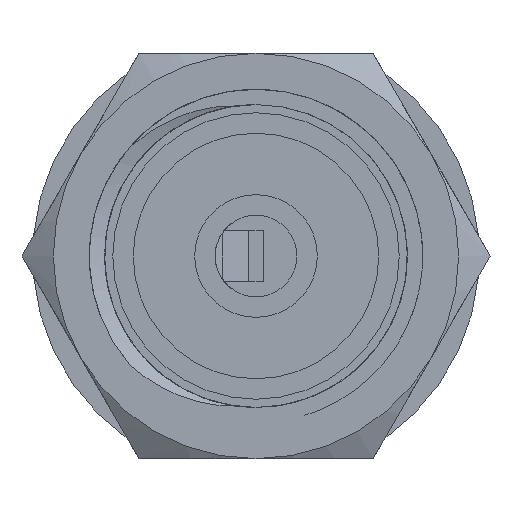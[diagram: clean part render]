
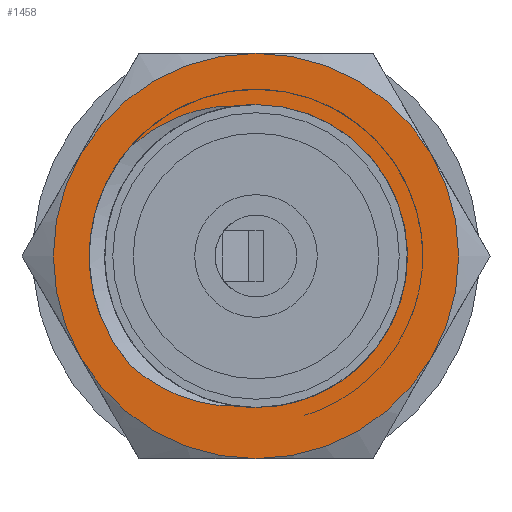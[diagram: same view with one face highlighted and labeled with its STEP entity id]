
A CAD part, left-side view. The second image highlights one B-rep face of the part: STEP entity #1458.
In plain terms, the highlighted face is planar.
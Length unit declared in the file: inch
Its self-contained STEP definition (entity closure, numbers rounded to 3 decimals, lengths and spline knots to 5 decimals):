
#2 = VERTEX_POINT ( 'NONE', #3823 ) ;
#56 = AXIS2_PLACEMENT_3D ( 'NONE', #238, #1454, #3640 ) ;
#70 = CARTESIAN_POINT ( 'NONE',  ( 0.039, 0.06755, 0.50184 ) ) ;
#77 = EDGE_CURVE ( 'NONE', #3547, #2010, #1664, .T. ) ;
#85 = ORIENTED_EDGE ( 'NONE', *, *, #77, .F. ) ;
#153 = EDGE_CURVE ( 'NONE', #3108, #1986, #1276, .T. ) ;
#157 = CIRCLE ( 'NONE', #1084, 0.05827 ) ;
#195 = AXIS2_PLACEMENT_3D ( 'NONE', #3919, #2946, #2992 ) ;
#206 = FACE_OUTER_BOUND ( 'NONE', #1309, .T. ) ;
#226 = DIRECTION ( 'NONE',  ( 1., 0., 0. ) ) ;
#238 = CARTESIAN_POINT ( 'NONE',  ( 0., 0., 0.50184 ) ) ;
#243 = B_SPLINE_CURVE_WITH_KNOTS ( 'NONE', 3,
 ( #432, #1367, #462, #2924, #3232, #779 ),
 .UNSPECIFIED., .F., .F.,
 ( 4, 2, 4 ),
 ( 0., 0.00057, 0.00115 ),
 .UNSPECIFIED. ) ;
#332 = CARTESIAN_POINT ( 'NONE',  ( -0.05778, -0.00749, 0.50184 ) ) ;
#366 = AXIS2_PLACEMENT_3D ( 'NONE', #2586, #2888, #1344 ) ;
#376 = CARTESIAN_POINT ( 'NONE',  ( -0.04185, -0.04865, 0.50184 ) ) ;
#432 = CARTESIAN_POINT ( 'NONE',  ( 0.05778, -0.00749, 0.50184 ) ) ;
#462 = CARTESIAN_POINT ( 'NONE',  ( 0.05649, -0.02263, 0.50184 ) ) ;
#474 = CARTESIAN_POINT ( 'NONE',  ( -0.01519, -0.0628, 0.50184 ) ) ;
#476 = EDGE_LOOP ( 'NONE', ( #2956, #3012, #2193, #3466, #1300, #85 ) ) ;
#498 = DIRECTION ( 'NONE',  ( 0., 0., 1. ) ) ;
#670 = CARTESIAN_POINT ( 'NONE',  ( -0.0469, -0.043, 0.50184 ) ) ;
#720 = EDGE_CURVE ( 'NONE', #2, #3711, #1907, .T. ) ;
#754 = DIRECTION ( 'NONE',  ( 1., 0., 0. ) ) ;
#772 = AXIS2_PLACEMENT_3D ( 'NONE', #3794, #2192, #1981 ) ;
#779 = CARTESIAN_POINT ( 'NONE',  ( 0.04185, -0.04865, 0.50184 ) ) ;
#797 = CARTESIAN_POINT ( 'NONE',  ( 0.00755, -0.06417, 0.50184 ) ) ;
#808 = CARTESIAN_POINT ( 'NONE',  ( -0.02936, -0.05756, 0.50184 ) ) ;
#879 = CIRCLE ( 'NONE', #2077, 0.078 ) ;
#882 = CIRCLE ( 'NONE', #56, 0.078 ) ;
#1001 = VERTEX_POINT ( 'NONE', #1011 ) ;
#1011 = CARTESIAN_POINT ( 'NONE',  ( -0.039, -0.06755, 0.50184 ) ) ;
#1021 = CARTESIAN_POINT ( 'NONE',  ( -0.04185, -0.04865, 0.50184 ) ) ;
#1084 = AXIS2_PLACEMENT_3D ( 'NONE', #2993, #1443, #2403 ) ;
#1086 = VERTEX_POINT ( 'NONE', #1679 ) ;
#1104 = DIRECTION ( 'NONE',  ( 1., 0., 0. ) ) ;
#1188 = EDGE_CURVE ( 'NONE', #3217, #1086, #243, .T. ) ;
#1276 = CIRCLE ( 'NONE', #195, 0.078 ) ;
#1300 = ORIENTED_EDGE ( 'NONE', *, *, #2269, .F. ) ;
#1309 = EDGE_LOOP ( 'NONE', ( #3977, #3002, #2617, #2103, #2183, #2240 ) ) ;
#1344 = DIRECTION ( 'NONE',  ( 1., 0., 0. ) ) ;
#1367 = CARTESIAN_POINT ( 'NONE',  ( 0.05791, -0.01508, 0.50184 ) ) ;
#1390 = CARTESIAN_POINT ( 'NONE',  ( -0.03604, -0.05364, 0.50184 ) ) ;
#1401 = VERTEX_POINT ( 'NONE', #2890 ) ;
#1443 = DIRECTION ( 'NONE',  ( 0., 0., 1. ) ) ;
#1448 = CARTESIAN_POINT ( 'NONE',  ( 0., 0., 0.50184 ) ) ;
#1454 = DIRECTION ( 'NONE',  ( 0., 0., 1. ) ) ;
#1458 = ADVANCED_FACE ( 'NONE', ( #206, #2245 ), #3262, .T. ) ;
#1566 = CARTESIAN_POINT ( 'NONE',  ( 0.05827, 0., 0.50184 ) ) ;
#1632 = EDGE_CURVE ( 'NONE', #1401, #2, #2863, .T. ) ;
#1664 = CIRCLE ( 'NONE', #2760, 0.05827 ) ;
#1679 = CARTESIAN_POINT ( 'NONE',  ( 0.04185, -0.04865, 0.50184 ) ) ;
#1774 = CARTESIAN_POINT ( 'NONE',  ( 0., 0., 0.50184 ) ) ;
#1875 = EDGE_CURVE ( 'NONE', #3746, #1890, #2340, .T. ) ;
#1890 = VERTEX_POINT ( 'NONE', #332 ) ;
#1907 = CIRCLE ( 'NONE', #4004, 0.078 ) ;
#1909 = CARTESIAN_POINT ( 'NONE',  ( -0.05778, -0.00749, 0.50184 ) ) ;
#1981 = DIRECTION ( 'NONE',  ( 1., 0., 0. ) ) ;
#1986 = VERTEX_POINT ( 'NONE', #2544 ) ;
#2010 = VERTEX_POINT ( 'NONE', #3523 ) ;
#2060 = EDGE_CURVE ( 'NONE', #1986, #1001, #3548, .T. ) ;
#2077 = AXIS2_PLACEMENT_3D ( 'NONE', #1774, #2684, #226 ) ;
#2083 = DIRECTION ( 'NONE',  ( 0., 0., 1. ) ) ;
#2103 = ORIENTED_EDGE ( 'NONE', *, *, #153, .T. ) ;
#2182 = CARTESIAN_POINT ( 'NONE',  ( 0.05778, -0.00749, 0.50184 ) ) ;
#2183 = ORIENTED_EDGE ( 'NONE', *, *, #2060, .T. ) ;
#2184 = CARTESIAN_POINT ( 'NONE',  ( -0.0565, -0.02261, 0.50184 ) ) ;
#2192 = DIRECTION ( 'NONE',  ( 0., 0., 1. ) ) ;
#2193 = ORIENTED_EDGE ( 'NONE', *, *, #2452, .T. ) ;
#2222 = CARTESIAN_POINT ( 'NONE',  ( -0.05791, -0.01508, 0.50184 ) ) ;
#2240 = ORIENTED_EDGE ( 'NONE', *, *, #2989, .T. ) ;
#2245 = FACE_BOUND ( 'NONE', #476, .T. ) ;
#2269 = EDGE_CURVE ( 'NONE', #2010, #1890, #2569, .T. ) ;
#2336 = CARTESIAN_POINT ( 'NONE',  ( -0.04185, -0.04865, 0.50184 ) ) ;
#2340 = B_SPLINE_CURVE_WITH_KNOTS ( 'NONE', 3,
 ( #376, #670, #3130, #2184, #2222, #1909 ),
 .UNSPECIFIED., .F., .F.,
 ( 4, 2, 4 ),
 ( 0., 0.00057, 0.00115 ),
 .UNSPECIFIED. ) ;
#2347 = CARTESIAN_POINT ( 'NONE',  ( 0., 0., 0.50184 ) ) ;
#2359 = DIRECTION ( 'NONE',  ( 1., 0., 0. ) ) ;
#2403 = DIRECTION ( 'NONE',  ( 1., 0., 0. ) ) ;
#2443 = CARTESIAN_POINT ( 'NONE',  ( -0.039, 0.06755, 0.50184 ) ) ;
#2452 = EDGE_CURVE ( 'NONE', #1086, #3746, #3325, .T. ) ;
#2544 = CARTESIAN_POINT ( 'NONE',  ( -0.078, 0., 0.50184 ) ) ;
#2569 = CIRCLE ( 'NONE', #3422, 0.05827 ) ;
#2586 = CARTESIAN_POINT ( 'NONE',  ( 0., 0., 0.50184 ) ) ;
#2589 = DIRECTION ( 'NONE',  ( 0., 0., 1. ) ) ;
#2617 = ORIENTED_EDGE ( 'NONE', *, *, #3819, .T. ) ;
#2637 = EDGE_CURVE ( 'NONE', #3217, #3547, #157, .T. ) ;
#2654 = CARTESIAN_POINT ( 'NONE',  ( 0.02936, -0.05756, 0.50184 ) ) ;
#2684 = DIRECTION ( 'NONE',  ( 0., 0., 1. ) ) ;
#2760 = AXIS2_PLACEMENT_3D ( 'NONE', #2347, #498, #2359 ) ;
#2770 = AXIS2_PLACEMENT_3D ( 'NONE', #3579, #2589, #754 ) ;
#2863 = CIRCLE ( 'NONE', #772, 0.078 ) ;
#2888 = DIRECTION ( 'NONE',  ( 0., 0., 1. ) ) ;
#2890 = CARTESIAN_POINT ( 'NONE',  ( 0.039, -0.06755, 0.50184 ) ) ;
#2915 = CARTESIAN_POINT ( 'NONE',  ( 0.04185, -0.04865, 0.50184 ) ) ;
#2924 = CARTESIAN_POINT ( 'NONE',  ( 0.05093, -0.03652, 0.50184 ) ) ;
#2946 = DIRECTION ( 'NONE',  ( 0., 0., 1. ) ) ;
#2956 = ORIENTED_EDGE ( 'NONE', *, *, #2637, .F. ) ;
#2957 = CARTESIAN_POINT ( 'NONE',  ( 0., 0., 0.50184 ) ) ;
#2989 = EDGE_CURVE ( 'NONE', #1001, #1401, #882, .T. ) ;
#2992 = DIRECTION ( 'NONE',  ( 1., 0., 0. ) ) ;
#2993 = CARTESIAN_POINT ( 'NONE',  ( 0., 0., 0.50184 ) ) ;
#3002 = ORIENTED_EDGE ( 'NONE', *, *, #720, .T. ) ;
#3012 = ORIENTED_EDGE ( 'NONE', *, *, #1188, .T. ) ;
#3108 = VERTEX_POINT ( 'NONE', #2443 ) ;
#3130 = CARTESIAN_POINT ( 'NONE',  ( -0.05094, -0.0365, 0.50184 ) ) ;
#3217 = VERTEX_POINT ( 'NONE', #2182 ) ;
#3232 = CARTESIAN_POINT ( 'NONE',  ( 0.04689, -0.043, 0.50184 ) ) ;
#3261 = DIRECTION ( 'NONE',  ( 0., 0., 1. ) ) ;
#3262 = PLANE ( 'NONE',  #2770 ) ;
#3325 = B_SPLINE_CURVE_WITH_KNOTS ( 'NONE', 3,
 ( #2915, #3920, #2654, #3561, #797, #3890, #474, #808, #1390, #2336 ),
 .UNSPECIFIED., .F., .F.,
 ( 4, 2, 2, 2, 4 ),
 ( 0., 0.00058, 0.00116, 0.00174, 0.00232 ),
 .UNSPECIFIED. ) ;
#3422 = AXIS2_PLACEMENT_3D ( 'NONE', #1448, #2083, #3965 ) ;
#3466 = ORIENTED_EDGE ( 'NONE', *, *, #1875, .T. ) ;
#3523 = CARTESIAN_POINT ( 'NONE',  ( -0.05827, 0., 0.50184 ) ) ;
#3547 = VERTEX_POINT ( 'NONE', #1566 ) ;
#3548 = CIRCLE ( 'NONE', #366, 0.078 ) ;
#3561 = CARTESIAN_POINT ( 'NONE',  ( 0.0152, -0.0628, 0.50184 ) ) ;
#3579 = CARTESIAN_POINT ( 'NONE',  ( 0., 0., 0.50184 ) ) ;
#3640 = DIRECTION ( 'NONE',  ( 1., 0., 0. ) ) ;
#3711 = VERTEX_POINT ( 'NONE', #70 ) ;
#3746 = VERTEX_POINT ( 'NONE', #1021 ) ;
#3794 = CARTESIAN_POINT ( 'NONE',  ( 0., 0., 0.50184 ) ) ;
#3819 = EDGE_CURVE ( 'NONE', #3711, #3108, #879, .T. ) ;
#3823 = CARTESIAN_POINT ( 'NONE',  ( 0.078, 0., 0.50184 ) ) ;
#3890 = CARTESIAN_POINT ( 'NONE',  ( -0.00755, -0.06417, 0.50184 ) ) ;
#3919 = CARTESIAN_POINT ( 'NONE',  ( 0., 0., 0.50184 ) ) ;
#3920 = CARTESIAN_POINT ( 'NONE',  ( 0.03604, -0.05364, 0.50184 ) ) ;
#3965 = DIRECTION ( 'NONE',  ( 1., 0., 0. ) ) ;
#3977 = ORIENTED_EDGE ( 'NONE', *, *, #1632, .T. ) ;
#4004 = AXIS2_PLACEMENT_3D ( 'NONE', #2957, #3261, #1104 ) ;
